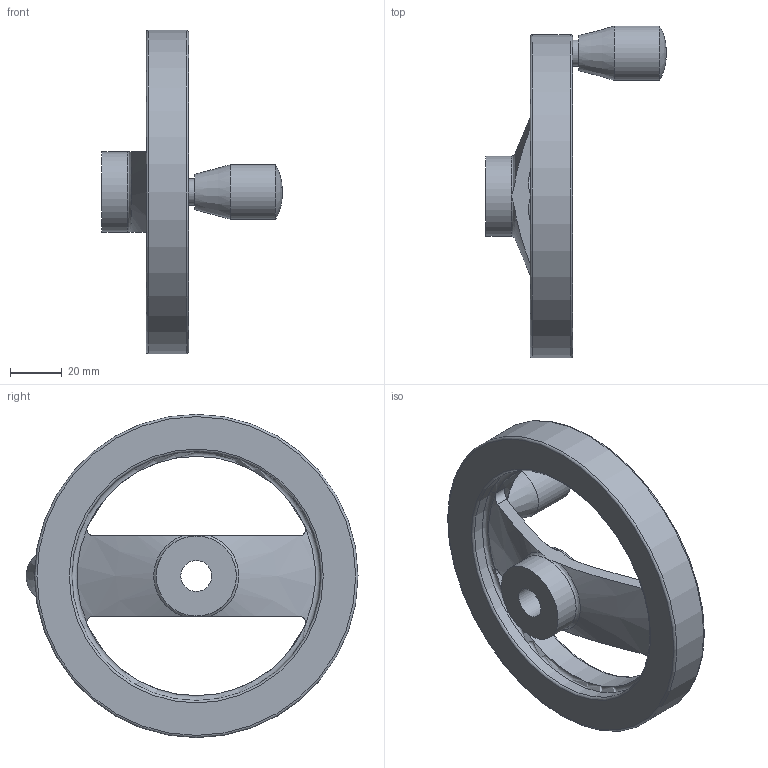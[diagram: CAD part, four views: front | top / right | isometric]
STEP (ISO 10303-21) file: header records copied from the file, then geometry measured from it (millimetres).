
FILE_DESCRIPTION( ( 'STEP AP214' ), '1' );
FILE_NAME( 'K0162.2125X12_fester_Zylindergriff__Nabe_ohne_Nut.stp', '2020-11-26T10:23:12', ( '' ), ( '' ), ' ', 'PARTsolutions', ' ' );
FILE_SCHEMA( ( 'AUTOMOTIVE_DESIGN { 1 0 10303 214 1 1 1 1 }' ) );
Length unit declared in the file: millimetre
Products named in the file (1): _K0162.2125X12_fester Zylindergriff, Nabe ohne Nut
Bounding box: 69.66 x 128.32 x 125 mm (x, y, z)
Volume: 119336.6 mm3; surface area: 32161.9 mm2
Topology: 1 solids, 1 shells, 34 faces, 87 edges, 54 vertices
Faces by surface type: cylinder 12, torus 9, plane 7, cone 5, bspline 1
Full cylindrical faces by diameter (mm): 10.08 x1, 12 x1, 21 x1, 31 x2, 92.5 x1, 96.312 x1, 125 x1
Entity records: 1507 total; most frequent: CARTESIAN_POINT 501, DIRECTION 140, ORIENTED_EDGE 136, EDGE_CURVE 68, AXIS2_PLACEMENT_3D 66, EDGE_LOOP 54, VERTEX_POINT 51, FACE_OUTER_BOUND 47
